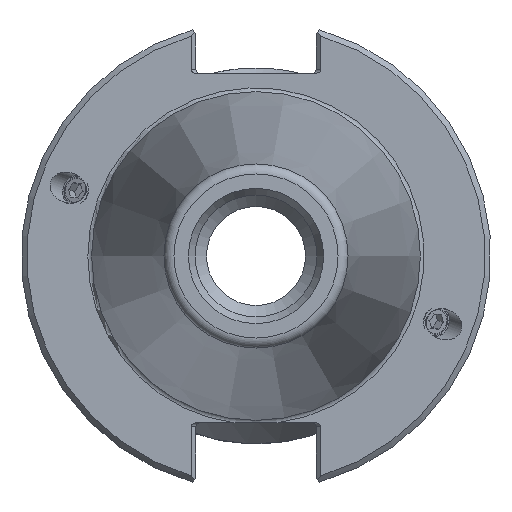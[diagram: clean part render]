
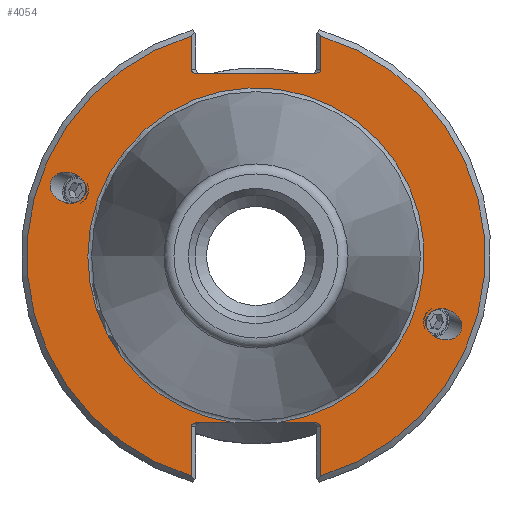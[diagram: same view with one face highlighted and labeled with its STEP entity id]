
A CAD part, left-side view. The second image highlights one B-rep face of the part: STEP entity #4054.
In plain terms, the highlighted planar face has unit normal (-1, 0, 0).
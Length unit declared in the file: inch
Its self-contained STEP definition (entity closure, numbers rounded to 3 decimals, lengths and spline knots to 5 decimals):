
#514=CARTESIAN_POINT('',(0.125,-0.90631,-0.32987));
#515=VERTEX_POINT('',#514);
#516=CARTESIAN_POINT('',(0.125,-0.99889,-0.36357));
#517=DIRECTION('',(1.0,0.0,0.0));
#518=DIRECTION('',(0.0,-0.94,-0.342));
#519=AXIS2_PLACEMENT_3D('',#516,#517,#518);
#520=ELLIPSE('',#519,0.09853,0.08071);
#521=EDGE_CURVE('',#515,#515,#520,.T.);
#594=CARTESIAN_POINT('',(0.125,0.90631,0.32987));
#595=VERTEX_POINT('',#594);
#596=CARTESIAN_POINT('',(0.125,0.99889,0.36357));
#597=DIRECTION('',(1.0,0.0,0.0));
#598=DIRECTION('',(0.0,0.94,0.342));
#599=AXIS2_PLACEMENT_3D('',#596,#597,#598);
#600=ELLIPSE('',#599,0.09853,0.08071);
#601=EDGE_CURVE('',#595,#595,#600,.T.);
#3100=CARTESIAN_POINT('',(0.125,0.345,0.992));
#3101=VERTEX_POINT('',#3100);
#3108=CARTESIAN_POINT('',(0.125,0.31672,0.972));
#3109=VERTEX_POINT('',#3108);
#3110=CARTESIAN_POINT('',(0.125,0.31672,0.992));
#3111=DIRECTION('',(-1.0,0.0,0.0));
#3112=DIRECTION('',(0.0,1.0,0.0));
#3113=AXIS2_PLACEMENT_3D('',#3110,#3111,#3112);
#3114=ELLIPSE('',#3113,0.02828,0.02);
#3115=EDGE_CURVE('',#3101,#3109,#3114,.T.);
#3200=CARTESIAN_POINT('',(0.125,0.345,1.1702));
#3201=VERTEX_POINT('',#3200);
#3208=CARTESIAN_POINT('',(0.125,0.345,1.1702));
#3209=DIRECTION('',(0.0,0.0,-1.0));
#3210=VECTOR('',#3209,0.1782);
#3211=LINE('',#3208,#3210);
#3212=EDGE_CURVE('',#3201,#3101,#3211,.T.);
#3312=CARTESIAN_POINT('',(0.125,-0.31672,0.972));
#3313=VERTEX_POINT('',#3312);
#3320=CARTESIAN_POINT('',(0.125,-0.345,0.992));
#3321=VERTEX_POINT('',#3320);
#3322=CARTESIAN_POINT('',(0.125,-0.31672,0.992));
#3323=DIRECTION('',(-1.0,0.0,0.0));
#3324=DIRECTION('',(0.0,-1.0,0.0));
#3325=AXIS2_PLACEMENT_3D('',#3322,#3323,#3324);
#3326=ELLIPSE('',#3325,0.02828,0.02);
#3327=EDGE_CURVE('',#3313,#3321,#3326,.T.);
#3377=CARTESIAN_POINT('',(0.125,-0.345,1.1702));
#3378=VERTEX_POINT('',#3377);
#3379=CARTESIAN_POINT('',(0.125,-0.345,0.992));
#3380=DIRECTION('',(0.0,0.0,1.0));
#3381=VECTOR('',#3380,0.1782);
#3382=LINE('',#3379,#3381);
#3383=EDGE_CURVE('',#3321,#3378,#3382,.T.);
#3401=CARTESIAN_POINT('',(0.125,-0.345,-0.908));
#3402=VERTEX_POINT('',#3401);
#3403=CARTESIAN_POINT('',(0.125,-0.31672,-0.888));
#3404=VERTEX_POINT('',#3403);
#3405=CARTESIAN_POINT('',(0.125,-0.31672,-0.908));
#3406=DIRECTION('',(-1.0,0.0,0.0));
#3407=DIRECTION('',(0.0,-1.0,0.0));
#3408=AXIS2_PLACEMENT_3D('',#3405,#3406,#3407);
#3409=ELLIPSE('',#3408,0.02828,0.02);
#3410=EDGE_CURVE('',#3402,#3404,#3409,.T.);
#3508=CARTESIAN_POINT('',(0.125,-0.345,-1.1702));
#3509=VERTEX_POINT('',#3508);
#3516=CARTESIAN_POINT('',(0.125,-0.345,-1.1702));
#3517=DIRECTION('',(0.0,0.0,1.0));
#3518=VECTOR('',#3517,0.2622);
#3519=LINE('',#3516,#3518);
#3520=EDGE_CURVE('',#3509,#3402,#3519,.T.);
#3620=CARTESIAN_POINT('',(0.125,0.31672,-0.888));
#3621=VERTEX_POINT('',#3620);
#3628=CARTESIAN_POINT('',(0.125,0.345,-0.908));
#3629=VERTEX_POINT('',#3628);
#3630=CARTESIAN_POINT('',(0.125,0.31672,-0.908));
#3631=DIRECTION('',(-1.0,0.0,0.0));
#3632=DIRECTION('',(0.0,1.0,0.0));
#3633=AXIS2_PLACEMENT_3D('',#3630,#3631,#3632);
#3634=ELLIPSE('',#3633,0.02828,0.02);
#3635=EDGE_CURVE('',#3621,#3629,#3634,.T.);
#3685=CARTESIAN_POINT('',(0.125,0.345,-1.1702));
#3686=VERTEX_POINT('',#3685);
#3687=CARTESIAN_POINT('',(0.125,0.345,-0.908));
#3688=DIRECTION('',(0.0,0.0,-1.0));
#3689=VECTOR('',#3688,0.2622);
#3690=LINE('',#3687,#3689);
#3691=EDGE_CURVE('',#3629,#3686,#3690,.T.);
#3758=CARTESIAN_POINT('',(0.125,0.31672,0.972));
#3759=DIRECTION('',(0.0,-1.0,0.0));
#3760=VECTOR('',#3759,0.63343);
#3761=LINE('',#3758,#3760);
#3762=EDGE_CURVE('',#3109,#3313,#3761,.T.);
#3966=CARTESIAN_POINT('',(0.125,-0.11172,-0.888));
#3967=VERTEX_POINT('',#3966);
#3968=CARTESIAN_POINT('',(0.125,0.11172,-0.888));
#3969=VERTEX_POINT('',#3968);
#3984=CARTESIAN_POINT('',(0.125,0.,0.0));
#3985=DIRECTION('',(-1.0,0.0,0.0));
#3986=DIRECTION('',(0.0,-1.0,0.0));
#3987=AXIS2_PLACEMENT_3D('',#3984,#3985,#3986);
#3988=CIRCLE('',#3987,0.895);
#3989=EDGE_CURVE('',#3967,#3969,#3988,.T.);
#4005=CARTESIAN_POINT('',(0.125,1.0625,0.0));
#4006=DIRECTION('',(-1.0,0.0,0.0));
#4007=DIRECTION('',(0.0,0.0,1.0));
#4008=AXIS2_PLACEMENT_3D('',#4005,#4006,#4007);
#4009=PLANE('',#4008);
#4010=ORIENTED_EDGE('',*,*,#3989,.F.);
#4011=CARTESIAN_POINT('',(0.125,-0.31672,-0.888));
#4012=DIRECTION('',(0.0,1.0,0.0));
#4013=VECTOR('',#4012,0.205);
#4014=LINE('',#4011,#4013);
#4015=EDGE_CURVE('',#3404,#3967,#4014,.T.);
#4016=ORIENTED_EDGE('',*,*,#4015,.F.);
#4017=ORIENTED_EDGE('',*,*,#3410,.F.);
#4018=ORIENTED_EDGE('',*,*,#3520,.F.);
#4019=CARTESIAN_POINT('',(0.125,0.,0.0));
#4020=DIRECTION('',(1.0,0.0,0.0));
#4021=DIRECTION('',(0.0,-1.0,0.0));
#4022=AXIS2_PLACEMENT_3D('',#4019,#4020,#4021);
#4023=CIRCLE('',#4022,1.22);
#4024=EDGE_CURVE('',#3378,#3509,#4023,.T.);
#4025=ORIENTED_EDGE('',*,*,#4024,.F.);
#4026=ORIENTED_EDGE('',*,*,#3383,.F.);
#4027=ORIENTED_EDGE('',*,*,#3327,.F.);
#4028=ORIENTED_EDGE('',*,*,#3762,.F.);
#4029=ORIENTED_EDGE('',*,*,#3115,.F.);
#4030=ORIENTED_EDGE('',*,*,#3212,.F.);
#4031=CARTESIAN_POINT('',(0.125,0.,0.0));
#4032=DIRECTION('',(1.0,0.0,0.0));
#4033=DIRECTION('',(0.0,1.0,0.0));
#4034=AXIS2_PLACEMENT_3D('',#4031,#4032,#4033);
#4035=CIRCLE('',#4034,1.22);
#4036=EDGE_CURVE('',#3686,#3201,#4035,.T.);
#4037=ORIENTED_EDGE('',*,*,#4036,.F.);
#4038=ORIENTED_EDGE('',*,*,#3691,.F.);
#4039=ORIENTED_EDGE('',*,*,#3635,.F.);
#4040=CARTESIAN_POINT('',(0.125,0.11172,-0.888));
#4041=DIRECTION('',(0.0,1.0,0.0));
#4042=VECTOR('',#4041,0.205);
#4043=LINE('',#4040,#4042);
#4044=EDGE_CURVE('',#3969,#3621,#4043,.T.);
#4045=ORIENTED_EDGE('',*,*,#4044,.F.);
#4046=EDGE_LOOP('',(#4010,#4016,#4017,#4018,#4025,#4026,#4027,#4028,#4029,#4030,#4037,#4038,#4039,#4045));
#4047=FACE_OUTER_BOUND('',#4046,.T.);
#4048=ORIENTED_EDGE('',*,*,#521,.T.);
#4049=EDGE_LOOP('',(#4048));
#4050=FACE_BOUND('',#4049,.T.);
#4051=ORIENTED_EDGE('',*,*,#601,.T.);
#4052=EDGE_LOOP('',(#4051));
#4053=FACE_BOUND('',#4052,.T.);
#4054=ADVANCED_FACE('',(#4047,#4050,#4053),#4009,.T.);
